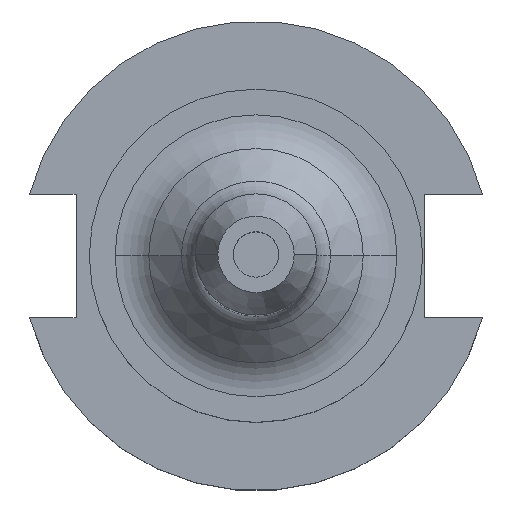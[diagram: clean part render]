
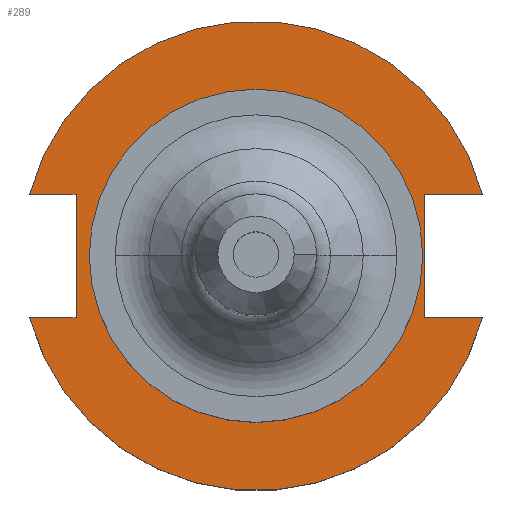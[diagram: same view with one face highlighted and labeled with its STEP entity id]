
A CAD part, top view. The second image highlights one B-rep face of the part: STEP entity #289.
In plain terms, the highlighted planar face has unit normal (0, 0, 1).
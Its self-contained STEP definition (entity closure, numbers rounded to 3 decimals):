
#3 = CARTESIAN_POINT ( 'NONE',  ( 34.925, 0., 19.05 ) ) ;
#24 = VERTEX_POINT ( 'NONE', #1251 ) ;
#48 = ORIENTED_EDGE ( 'NONE', *, *, #639, .T. ) ;
#97 = LINE ( 'NONE', #1601, #579 ) ;
#127 = DIRECTION ( 'NONE',  ( 1., 0., 0. ) ) ;
#143 = CIRCLE ( 'NONE', #1551, 49.212 ) ;
#147 = VECTOR ( 'NONE', #1187, 1000. ) ;
#160 = CARTESIAN_POINT ( 'NONE',  ( 0., 0., 19.05 ) ) ;
#161 = EDGE_CURVE ( 'NONE', #1666, #24, #1327, .T. ) ;
#163 = DIRECTION ( 'NONE',  ( 0., 1., 0. ) ) ;
#214 = CIRCLE ( 'NONE', #1421, 34.925 ) ;
#232 = EDGE_CURVE ( 'NONE', #1039, #432, #644, .T. ) ;
#269 = DIRECTION ( 'NONE',  ( 1., 0., 0. ) ) ;
#271 = CARTESIAN_POINT ( 'NONE',  ( 0., 0., 19.05 ) ) ;
#287 = EDGE_CURVE ( 'NONE', #1007, #440, #1164, .T. ) ;
#289 = ADVANCED_FACE ( 'NONE', ( #1308, #1024 ), #1620, .T. ) ;
#326 = VECTOR ( 'NONE', #163, 1000. ) ;
#339 = DIRECTION ( 'NONE',  ( 0., 0., 1. ) ) ;
#346 = CARTESIAN_POINT ( 'NONE',  ( 0., 0., 19.05 ) ) ;
#349 = LINE ( 'NONE', #1048, #684 ) ;
#357 = EDGE_LOOP ( 'NONE', ( #48, #1409, #1609, #664, #638, #1258, #1671, #547 ) ) ;
#374 = AXIS2_PLACEMENT_3D ( 'NONE', #160, #1528, #437 ) ;
#383 = CIRCLE ( 'NONE', #374, 49.212 ) ;
#402 = EDGE_CURVE ( 'NONE', #1651, #1442, #891, .T. ) ;
#418 = CARTESIAN_POINT ( 'NONE',  ( 47.477, 12.954, 19.05 ) ) ;
#432 = VERTEX_POINT ( 'NONE', #822 ) ;
#437 = DIRECTION ( 'NONE',  ( 1., 0., 0. ) ) ;
#440 = VERTEX_POINT ( 'NONE', #3 ) ;
#482 = EDGE_CURVE ( 'NONE', #1442, #1714, #97, .T. ) ;
#492 = CARTESIAN_POINT ( 'NONE',  ( -37.719, 12.954, 19.05 ) ) ;
#547 = ORIENTED_EDGE ( 'NONE', *, *, #1053, .F. ) ;
#552 = CARTESIAN_POINT ( 'NONE',  ( -37.719, 12.954, 19.05 ) ) ;
#579 = VECTOR ( 'NONE', #935, 1000. ) ;
#636 = DIRECTION ( 'NONE',  ( 0., -1., 0. ) ) ;
#638 = ORIENTED_EDGE ( 'NONE', *, *, #687, .T. ) ;
#639 = EDGE_CURVE ( 'NONE', #1553, #432, #143, .T. ) ;
#644 = LINE ( 'NONE', #1328, #1525 ) ;
#664 = ORIENTED_EDGE ( 'NONE', *, *, #161, .F. ) ;
#678 = DIRECTION ( 'NONE',  ( 0., 0., 1. ) ) ;
#684 = VECTOR ( 'NONE', #636, 1000. ) ;
#687 = EDGE_CURVE ( 'NONE', #1666, #1714, #383, .T. ) ;
#699 = LINE ( 'NONE', #1491, #824 ) ;
#779 = CARTESIAN_POINT ( 'NONE',  ( -34.925, 0., 19.05 ) ) ;
#792 = EDGE_CURVE ( 'NONE', #440, #1007, #214, .T. ) ;
#812 = EDGE_LOOP ( 'NONE', ( #1242, #1092 ) ) ;
#813 = DIRECTION ( 'NONE',  ( 1., 0., 0. ) ) ;
#822 = CARTESIAN_POINT ( 'NONE',  ( 47.477, -12.954, 19.05 ) ) ;
#824 = VECTOR ( 'NONE', #269, 1000. ) ;
#861 = CARTESIAN_POINT ( 'NONE',  ( -47.477, -12.954, 19.05 ) ) ;
#891 = LINE ( 'NONE', #552, #326 ) ;
#935 = DIRECTION ( 'NONE',  ( -1., 0., 0. ) ) ;
#950 = CARTESIAN_POINT ( 'NONE',  ( 35.306, -12.954, 19.05 ) ) ;
#973 = DIRECTION ( 'NONE',  ( 1., 0., 0. ) ) ;
#1007 = VERTEX_POINT ( 'NONE', #779 ) ;
#1024 = FACE_OUTER_BOUND ( 'NONE', #357, .T. ) ;
#1039 = VERTEX_POINT ( 'NONE', #950 ) ;
#1044 = CARTESIAN_POINT ( 'NONE',  ( 35.306, 12.954, 19.05 ) ) ;
#1048 = CARTESIAN_POINT ( 'NONE',  ( 35.306, 12.954, 19.05 ) ) ;
#1053 = EDGE_CURVE ( 'NONE', #1553, #1651, #699, .T. ) ;
#1090 = AXIS2_PLACEMENT_3D ( 'NONE', #1605, #1744, #813 ) ;
#1092 = ORIENTED_EDGE ( 'NONE', *, *, #287, .F. ) ;
#1164 = CIRCLE ( 'NONE', #1514, 34.925 ) ;
#1178 = DIRECTION ( 'NONE',  ( 1., 0., 0. ) ) ;
#1187 = DIRECTION ( 'NONE',  ( -1., 0., 0. ) ) ;
#1242 = ORIENTED_EDGE ( 'NONE', *, *, #792, .F. ) ;
#1248 = CARTESIAN_POINT ( 'NONE',  ( -47.477, 12.954, 19.05 ) ) ;
#1251 = CARTESIAN_POINT ( 'NONE',  ( 35.306, 12.954, 19.05 ) ) ;
#1258 = ORIENTED_EDGE ( 'NONE', *, *, #482, .F. ) ;
#1308 = FACE_BOUND ( 'NONE', #812, .T. ) ;
#1327 = LINE ( 'NONE', #1044, #147 ) ;
#1328 = CARTESIAN_POINT ( 'NONE',  ( 35.306, -12.954, 19.05 ) ) ;
#1409 = ORIENTED_EDGE ( 'NONE', *, *, #232, .F. ) ;
#1421 = AXIS2_PLACEMENT_3D ( 'NONE', #346, #339, #1178 ) ;
#1442 = VERTEX_POINT ( 'NONE', #492 ) ;
#1450 = EDGE_CURVE ( 'NONE', #24, #1039, #349, .T. ) ;
#1483 = CARTESIAN_POINT ( 'NONE',  ( 0., 0., 19.05 ) ) ;
#1491 = CARTESIAN_POINT ( 'NONE',  ( -63.719, -12.954, 19.05 ) ) ;
#1514 = AXIS2_PLACEMENT_3D ( 'NONE', #1483, #678, #1612 ) ;
#1525 = VECTOR ( 'NONE', #127, 1000. ) ;
#1528 = DIRECTION ( 'NONE',  ( 0., 0., 1. ) ) ;
#1551 = AXIS2_PLACEMENT_3D ( 'NONE', #271, #1667, #973 ) ;
#1553 = VERTEX_POINT ( 'NONE', #861 ) ;
#1601 = CARTESIAN_POINT ( 'NONE',  ( -63.719, 12.954, 19.05 ) ) ;
#1605 = CARTESIAN_POINT ( 'NONE',  ( 0., 49.212, 19.05 ) ) ;
#1609 = ORIENTED_EDGE ( 'NONE', *, *, #1450, .F. ) ;
#1612 = DIRECTION ( 'NONE',  ( 1., 0., 0. ) ) ;
#1620 = PLANE ( 'NONE',  #1090 ) ;
#1651 = VERTEX_POINT ( 'NONE', #1755 ) ;
#1666 = VERTEX_POINT ( 'NONE', #418 ) ;
#1667 = DIRECTION ( 'NONE',  ( 0., 0., 1. ) ) ;
#1671 = ORIENTED_EDGE ( 'NONE', *, *, #402, .F. ) ;
#1714 = VERTEX_POINT ( 'NONE', #1248 ) ;
#1744 = DIRECTION ( 'NONE',  ( 0., 0., 1. ) ) ;
#1755 = CARTESIAN_POINT ( 'NONE',  ( -37.719, -12.954, 19.05 ) ) ;
